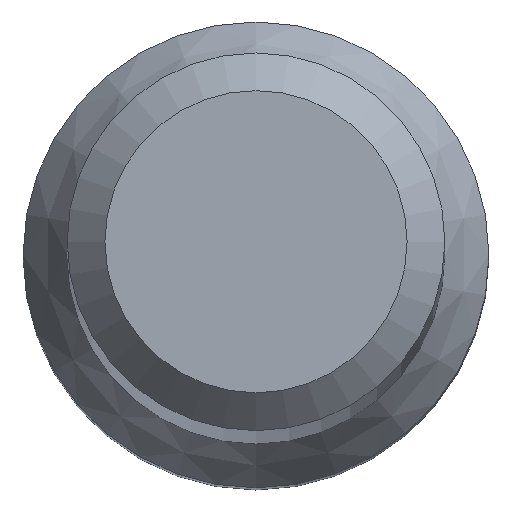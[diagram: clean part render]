
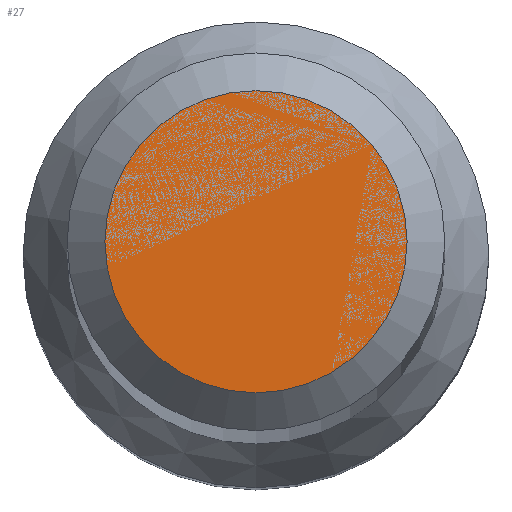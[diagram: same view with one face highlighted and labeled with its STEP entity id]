
A CAD part, top view. The second image highlights one B-rep face of the part: STEP entity #27.
In plain terms, the highlighted planar face has unit normal (0, 0, 1).
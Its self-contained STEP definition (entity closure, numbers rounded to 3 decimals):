
#17 = DIRECTION ( 'NONE',  ( 0., 0., -1. ) ) ;
#27 = ADVANCED_FACE ( 'NONE', ( #81 ), #152, .F. ) ;
#40 = CARTESIAN_POINT ( 'NONE',  ( 0., 0., 70. ) ) ;
#41 = DIRECTION ( 'NONE',  ( 0., 1., 0. ) ) ;
#64 = EDGE_CURVE ( 'NONE', #236, #236, #296, .T. ) ;
#81 = FACE_OUTER_BOUND ( 'NONE', #97, .T. ) ;
#97 = EDGE_LOOP ( 'NONE', ( #239 ) ) ;
#152 = PLANE ( 'NONE',  #248 ) ;
#157 = AXIS2_PLACEMENT_3D ( 'NONE', #264, #172, #267 ) ;
#172 = DIRECTION ( 'NONE',  ( 0., 0., -1. ) ) ;
#236 = VERTEX_POINT ( 'NONE', #240 ) ;
#239 = ORIENTED_EDGE ( 'NONE', *, *, #64, .F. ) ;
#240 = CARTESIAN_POINT ( 'NONE',  ( 0., 1.2, 70. ) ) ;
#248 = AXIS2_PLACEMENT_3D ( 'NONE', #40, #17, #41 ) ;
#264 = CARTESIAN_POINT ( 'NONE',  ( 0., 0., 70. ) ) ;
#267 = DIRECTION ( 'NONE',  ( 0., 1., 0. ) ) ;
#296 = CIRCLE ( 'NONE', #157, 1.2 ) ;
